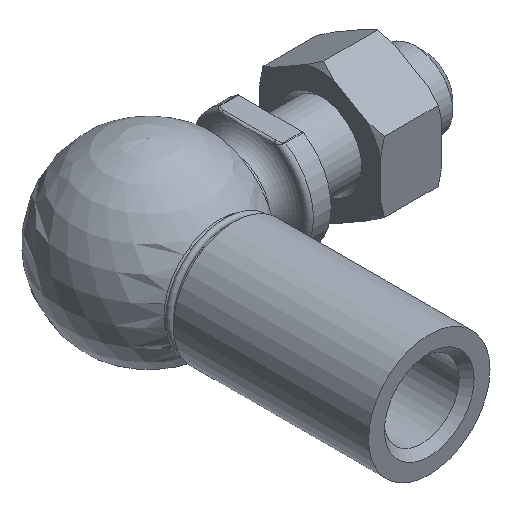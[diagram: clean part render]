
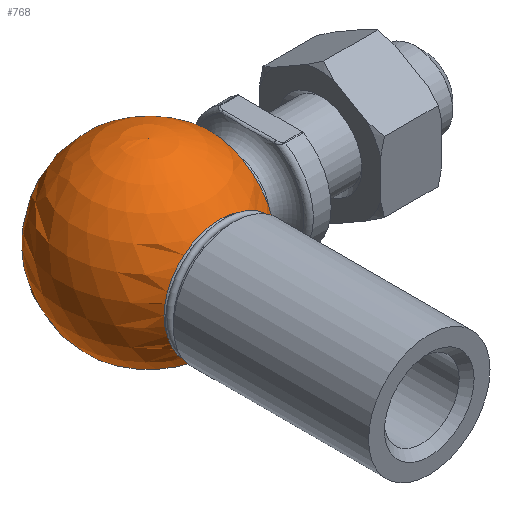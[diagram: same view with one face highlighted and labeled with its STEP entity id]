
A CAD part, isometric view. The second image highlights one B-rep face of the part: STEP entity #768.
In plain terms, the highlighted spherical face has radius 9.65 mm.
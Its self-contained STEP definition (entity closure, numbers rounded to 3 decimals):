
#20 = CARTESIAN_POINT ( 'NONE',  ( 5.411, 4.418, -6.658 ) ) ;
#33 = CARTESIAN_POINT ( 'NONE',  ( 5.55, 4.595, -6.42 ) ) ;
#106 = CARTESIAN_POINT ( 'NONE',  ( 5.094, -5.54, -6.04 ) ) ;
#109 = EDGE_CURVE ( 'NONE', #1445, #1445, #1025, .T. ) ;
#118 = CARTESIAN_POINT ( 'NONE',  ( 4.854, -5.295, -6.445 ) ) ;
#134 = CARTESIAN_POINT ( 'NONE',  ( 5.436, -5.125, -6.11 ) ) ;
#148 = CARTESIAN_POINT ( 'NONE',  ( 5.375, -5.243, -6.063 ) ) ;
#158 = CARTESIAN_POINT ( 'NONE',  ( 4.977, -5.571, -6.109 ) ) ;
#163 = SPHERICAL_SURFACE ( 'NONE', #2682, 9.65 ) ;
#173 = CARTESIAN_POINT ( 'NONE',  ( 5.355, 4.423, -6.7 ) ) ;
#175 = CARTESIAN_POINT ( 'NONE',  ( 5.411, 4.418, -6.658 ) ) ;
#262 = CARTESIAN_POINT ( 'NONE',  ( 5.55, 4.762, -6.298 ) ) ;
#274 = EDGE_LOOP ( 'NONE', ( #2007 ) ) ;
#315 = CARTESIAN_POINT ( 'NONE',  ( 5.548, -4.772, -6.291 ) ) ;
#321 = DIRECTION ( 'NONE',  ( 1., 0., 0. ) ) ;
#330 = CARTESIAN_POINT ( 'NONE',  ( 5.518, -4.48, -6.527 ) ) ;
#342 = CARTESIAN_POINT ( 'NONE',  ( 5.363, -4.429, -6.69 ) ) ;
#355 = CARTESIAN_POINT ( 'NONE',  ( 4.894, -5.124, -6.552 ) ) ;
#393 = CARTESIAN_POINT ( 'NONE',  ( 5.197, 4.561, -6.732 ) ) ;
#436 = EDGE_LOOP ( 'NONE', ( #1517 ) ) ;
#487 = CARTESIAN_POINT ( 'NONE',  ( 4.854, 5.465, -6.301 ) ) ;
#515 = CARTESIAN_POINT ( 'NONE',  ( 5.038, 4.784, -6.699 ) ) ;
#545 = CARTESIAN_POINT ( 'NONE',  ( 5.044, -4.773, -6.702 ) ) ;
#587 = CARTESIAN_POINT ( 'NONE',  ( 4.913, -5.066, -6.582 ) ) ;
#593 = FACE_OUTER_BOUND ( 'NONE', #1946, .T. ) ;
#602 = VERTEX_POINT ( 'NONE', #175 ) ;
#617 = CARTESIAN_POINT ( 'NONE',  ( 0., 0., 0. ) ) ;
#645 = DIRECTION ( 'NONE',  ( 1., 0., 0. ) ) ;
#708 = CARTESIAN_POINT ( 'NONE',  ( 5.467, 4.413, -6.615 ) ) ;
#762 = CARTESIAN_POINT ( 'NONE',  ( 4.923, -5.57, -6.153 ) ) ;
#768 = ADVANCED_FACE ( 'NONE', ( #1715, #2795, #2783, #593 ), #163, .T. ) ;
#792 = CARTESIAN_POINT ( 'NONE',  ( 5.16, -4.607, -6.728 ) ) ;
#887 = EDGE_CURVE ( 'NONE', #2165, #2165, #1829, .T. ) ;
#945 = CARTESIAN_POINT ( 'NONE',  ( 5.109, 5.531, -6.036 ) ) ;
#975 = CARTESIAN_POINT ( 'NONE',  ( 4.983, -4.891, -6.662 ) ) ;
#1005 = CARTESIAN_POINT ( 'NONE',  ( 5.47, -4.427, -6.603 ) ) ;
#1016 = CARTESIAN_POINT ( 'NONE',  ( 5.393, -4.418, -6.672 ) ) ;
#1020 = CARTESIAN_POINT ( 'NONE',  ( 0., -7.579, 0. ) ) ;
#1022 = DIRECTION ( 'NONE',  ( 0., 0., 1. ) ) ;
#1025 = CIRCLE ( 'NONE', #2610, 7.132 ) ;
#1071 = VERTEX_POINT ( 'NONE', #2563 ) ;
#1079 = EDGE_CURVE ( 'NONE', #602, #602, #2094, .T. ) ;
#1086 = CARTESIAN_POINT ( 'NONE',  ( 4.977, -5.571, -6.109 ) ) ;
#1100 = CIRCLE ( 'NONE', #1647, 5.973 ) ;
#1117 = CARTESIAN_POINT ( 'NONE',  ( 5.525, 4.88, -6.229 ) ) ;
#1219 = CARTESIAN_POINT ( 'NONE',  ( 5.551, -4.605, -6.412 ) ) ;
#1273 = CARTESIAN_POINT ( 'NONE',  ( 5.154, 4.616, -6.727 ) ) ;
#1350 = CARTESIAN_POINT ( 'NONE',  ( 5.504, 4.45, -6.56 ) ) ;
#1377 = CARTESIAN_POINT ( 'NONE',  ( 4.886, 5.135, -6.549 ) ) ;
#1406 = CARTESIAN_POINT ( 'NONE',  ( 5.204, -4.553, -6.732 ) ) ;
#1419 = CARTESIAN_POINT ( 'NONE',  ( 5.306, -4.461, -6.713 ) ) ;
#1445 = VERTEX_POINT ( 'NONE', #2495 ) ;
#1457 = CARTESIAN_POINT ( 'NONE',  ( 5.522, -4.891, -6.223 ) ) ;
#1484 = CARTESIAN_POINT ( 'NONE',  ( 5.296, 4.466, -6.719 ) ) ;
#1517 = ORIENTED_EDGE ( 'NONE', *, *, #1079, .F. ) ;
#1526 = CARTESIAN_POINT ( 'NONE',  ( 6.5, 0., 0. ) ) ;
#1560 = CARTESIAN_POINT ( 'NONE',  ( 4.978, 4.903, -6.658 ) ) ;
#1573 = CARTESIAN_POINT ( 'NONE',  ( 4.854, 5.253, -6.48 ) ) ;
#1634 = EDGE_CURVE ( 'NONE', #1071, #1071, #1100, .T. ) ;
#1643 = CARTESIAN_POINT ( 'NONE',  ( 5.545, -4.55, -6.455 ) ) ;
#1647 = AXIS2_PLACEMENT_3D ( 'NONE', #1020, #1661, #321 ) ;
#1652 = ORIENTED_EDGE ( 'NONE', *, *, #109, .F. ) ;
#1657 = CARTESIAN_POINT ( 'NONE',  ( 5.203, -5.456, -6.024 ) ) ;
#1661 = DIRECTION ( 'NONE',  ( 0., -1., 0. ) ) ;
#1668 = CARTESIAN_POINT ( 'NONE',  ( 4.864, -5.238, -6.483 ) ) ;
#1715 = FACE_BOUND ( 'NONE', #274, .T. ) ;
#1759 = DIRECTION ( 'NONE',  ( 0., -1., 0. ) ) ;
#1766 = ORIENTED_EDGE ( 'NONE', *, *, #1634, .F. ) ;
#1775 = CARTESIAN_POINT ( 'NONE',  ( 5.382, 5.23, -6.068 ) ) ;
#1829 = B_SPLINE_CURVE_WITH_KNOTS ( 'NONE', 3,
 ( #158, #762, #2493, #1861, #2510, #118, #1668, #355, #587, #975, #545, #792, #1406, #2721, #1419, #342, #1016, #2098, #1005, #2279, #330, #1643, #1219, #315, #1457, #134, #148, #2084, #1657, #106, #1845, #2522 ),
 .UNSPECIFIED., .T., .F.,
 ( 4, 2, 2, 2, 2, 2, 2, 2, 2, 2, 2, 2, 2, 2, 2, 4 ),
 ( 0., 0., 0., 0.001, 0.001, 0.001, 0.001, 0.002, 0.002, 0.002, 0.002, 0.002, 0.002, 0.003, 0.003, 0.003 ),
 .UNSPECIFIED. ) ;
#1845 = CARTESIAN_POINT ( 'NONE',  ( 5.03, -5.572, -6.064 ) ) ;
#1861 = CARTESIAN_POINT ( 'NONE',  ( 4.852, -5.453, -6.313 ) ) ;
#1940 = CARTESIAN_POINT ( 'NONE',  ( 5.411, 4.418, -6.658 ) ) ;
#1946 = EDGE_LOOP ( 'NONE', ( #1766 ) ) ;
#1969 = CARTESIAN_POINT ( 'NONE',  ( 4.849, 5.414, -6.349 ) ) ;
#1970 = DIRECTION ( 'NONE',  ( 1., 0., 0. ) ) ;
#1981 = CARTESIAN_POINT ( 'NONE',  ( 5.441, 5.113, -6.115 ) ) ;
#2000 = CARTESIAN_POINT ( 'NONE',  ( 4.895, 5.546, -6.197 ) ) ;
#2007 = ORIENTED_EDGE ( 'NONE', *, *, #887, .F. ) ;
#2014 = CARTESIAN_POINT ( 'NONE',  ( 5.261, 5.392, -6.031 ) ) ;
#2028 = CARTESIAN_POINT ( 'NONE',  ( 5.215, 5.444, -6.024 ) ) ;
#2084 = CARTESIAN_POINT ( 'NONE',  ( 5.25, -5.405, -6.029 ) ) ;
#2094 = B_SPLINE_CURVE_WITH_KNOTS ( 'NONE', 3,
 ( #1940, #173, #1484, #393, #1273, #515, #1560, #1377, #1573, #1969, #487, #2000, #2212, #2417, #945, #2028, #2014, #1775, #1981, #1117, #262, #33, #2448, #1350, #708, #20 ),
 .UNSPECIFIED., .T., .F.,
 ( 4, 2, 2, 2, 2, 2, 2, 2, 2, 2, 2, 2, 4 ),
 ( 0., 0., 0., 0.001, 0.001, 0.001, 0.002, 0.002, 0.002, 0.002, 0.003, 0.003, 0.003 ),
 .UNSPECIFIED. ) ;
#2098 = CARTESIAN_POINT ( 'NONE',  ( 5.447, -4.418, -6.629 ) ) ;
#2165 = VERTEX_POINT ( 'NONE', #1086 ) ;
#2212 = CARTESIAN_POINT ( 'NONE',  ( 4.934, 5.575, -6.14 ) ) ;
#2279 = CARTESIAN_POINT ( 'NONE',  ( 5.505, -4.459, -6.552 ) ) ;
#2417 = CARTESIAN_POINT ( 'NONE',  ( 5.046, 5.567, -6.056 ) ) ;
#2429 = EDGE_LOOP ( 'NONE', ( #1652 ) ) ;
#2448 = CARTESIAN_POINT ( 'NONE',  ( 5.543, 4.541, -6.464 ) ) ;
#2493 = CARTESIAN_POINT ( 'NONE',  ( 4.888, -5.537, -6.21 ) ) ;
#2495 = CARTESIAN_POINT ( 'NONE',  ( 6.5, -7.132, 0. ) ) ;
#2510 = CARTESIAN_POINT ( 'NONE',  ( 4.848, -5.401, -6.36 ) ) ;
#2522 = CARTESIAN_POINT ( 'NONE',  ( 4.977, -5.571, -6.109 ) ) ;
#2563 = CARTESIAN_POINT ( 'NONE',  ( 5.973, -7.579, 0. ) ) ;
#2610 = AXIS2_PLACEMENT_3D ( 'NONE', #1526, #1970, #1759 ) ;
#2682 = AXIS2_PLACEMENT_3D ( 'NONE', #617, #1022, #645 ) ;
#2721 = CARTESIAN_POINT ( 'NONE',  ( 5.279, -4.483, -6.72 ) ) ;
#2783 = FACE_BOUND ( 'NONE', #2429, .T. ) ;
#2795 = FACE_BOUND ( 'NONE', #436, .T. ) ;
